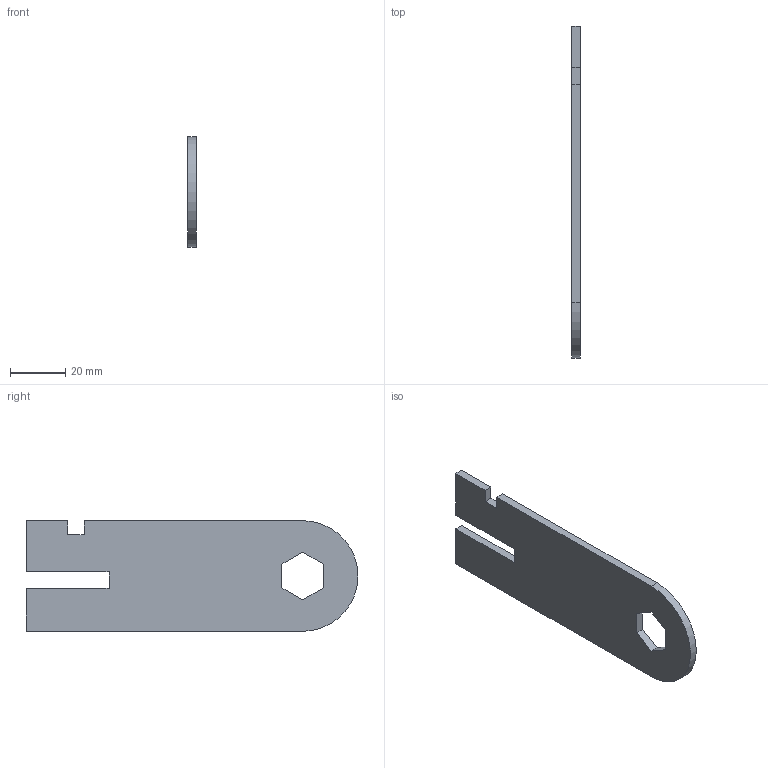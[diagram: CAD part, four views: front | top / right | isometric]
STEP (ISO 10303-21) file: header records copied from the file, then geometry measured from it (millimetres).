
FILE_DESCRIPTION (( 'STEP AP214' ), '1' );
FILE_NAME ('Fore_Plank.STEP', '2020-12-23T16:01:52', ( '' ), ( '' ), 'SwSTEP 2.0', 'SolidWorks 2020', '' );
FILE_SCHEMA (( 'AUTOMOTIVE_DESIGN' ));
Length unit declared in the file: millimetre
Products named in the file (1): Fore_Plank
Bounding box: 3 x 120 x 40 mm (x, y, z)
Volume: 12670.4 mm3; surface area: 9721.3 mm2
Topology: 1 solids, 1 shells, 20 faces, 54 edges, 36 vertices
Faces by surface type: plane 19, cylinder 1
Entity records: 658 total; most frequent: CARTESIAN_POINT 111, ORIENTED_EDGE 108, DIRECTION 98, EDGE_CURVE 54, VECTOR 52, LINE 52, VERTEX_POINT 36, AXIS2_PLACEMENT_3D 23
